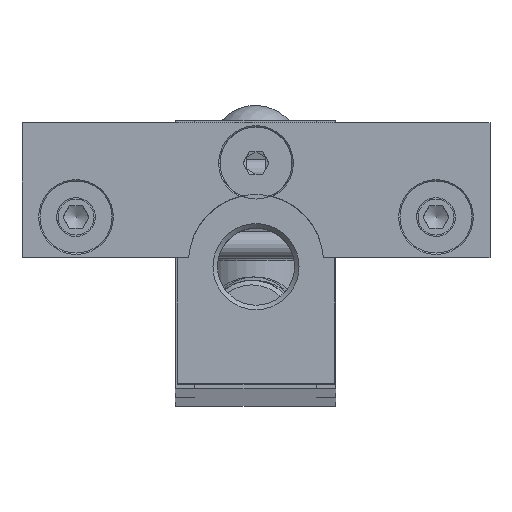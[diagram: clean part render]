
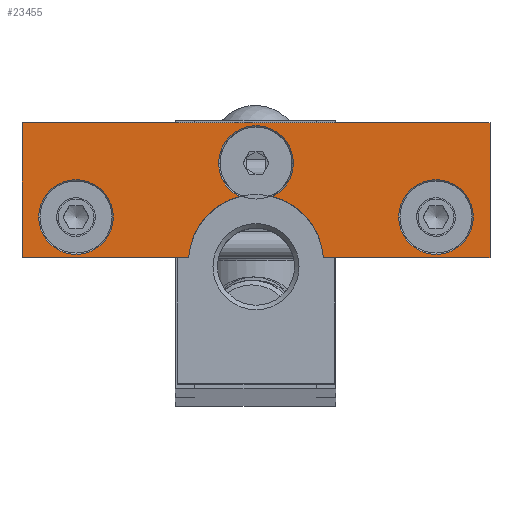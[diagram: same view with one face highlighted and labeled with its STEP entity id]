
A CAD part, top view. The second image highlights one B-rep face of the part: STEP entity #23455.
In plain terms, the highlighted planar face has unit normal (0, 0, 1).
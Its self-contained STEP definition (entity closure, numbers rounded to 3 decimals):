
#467=FACE_BOUND('',#5464,.T.);
#468=FACE_BOUND('',#5465,.T.);
#935=PLANE('',#25966);
#1581=LINE('',#39658,#2517);
#1582=LINE('',#39660,#2518);
#1583=LINE('',#39662,#2519);
#1584=LINE('',#39664,#2520);
#1585=LINE('',#39665,#2521);
#2517=VECTOR('',#31569,10.);
#2518=VECTOR('',#31570,10.);
#2519=VECTOR('',#31571,10.);
#2520=VECTOR('',#31572,10.);
#2521=VECTOR('',#31573,10.);
#4176=FACE_OUTER_BOUND('',#5463,.T.);
#5463=EDGE_LOOP('',(#17654,#17655,#17656,#17657,#17658,#17659,#17660,#17661));
#5464=EDGE_LOOP('',(#17662));
#5465=EDGE_LOOP('',(#17663));
#7523=CIRCLE('',#25933,7.5);
#7525=CIRCLE('',#25935,7.5);
#7539=CIRCLE('',#25965,4.15);
#7540=CIRCLE('',#25967,4.15);
#7541=CIRCLE('',#25968,4.15);
#9897=VERTEX_POINT('',#39523);
#9898=VERTEX_POINT('',#39528);
#9901=VERTEX_POINT('',#39534);
#9902=VERTEX_POINT('',#39536);
#9938=VERTEX_POINT('',#39652);
#9939=VERTEX_POINT('',#39657);
#9940=VERTEX_POINT('',#39659);
#9941=VERTEX_POINT('',#39661);
#9942=VERTEX_POINT('',#39663);
#9943=VERTEX_POINT('',#39666);
#12830=EDGE_CURVE('',#9898,#9897,#7523,.T.);
#12834=EDGE_CURVE('',#9902,#9901,#7525,.T.);
#12881=EDGE_CURVE('',#9938,#9938,#7539,.T.);
#12883=EDGE_CURVE('',#9902,#9897,#7540,.T.);
#12884=EDGE_CURVE('',#9901,#9939,#1581,.T.);
#12885=EDGE_CURVE('',#9939,#9940,#1582,.T.);
#12886=EDGE_CURVE('',#9940,#9941,#1583,.T.);
#12887=EDGE_CURVE('',#9941,#9942,#1584,.T.);
#12888=EDGE_CURVE('',#9942,#9898,#1585,.T.);
#12889=EDGE_CURVE('',#9943,#9943,#7541,.T.);
#17654=ORIENTED_EDGE('',*,*,#12883,.F.);
#17655=ORIENTED_EDGE('',*,*,#12834,.T.);
#17656=ORIENTED_EDGE('',*,*,#12884,.T.);
#17657=ORIENTED_EDGE('',*,*,#12885,.T.);
#17658=ORIENTED_EDGE('',*,*,#12886,.T.);
#17659=ORIENTED_EDGE('',*,*,#12887,.T.);
#17660=ORIENTED_EDGE('',*,*,#12888,.T.);
#17661=ORIENTED_EDGE('',*,*,#12830,.T.);
#17662=ORIENTED_EDGE('',*,*,#12889,.F.);
#17663=ORIENTED_EDGE('',*,*,#12881,.F.);
#23455=ADVANCED_FACE('',(#4176,#467,#468),#935,.T.);
#25933=AXIS2_PLACEMENT_3D('',#39529,#31471,#31472);
#25935=AXIS2_PLACEMENT_3D('',#39537,#31477,#31478);
#25965=AXIS2_PLACEMENT_3D('',#39653,#31562,#31563);
#25966=AXIS2_PLACEMENT_3D('',#39655,#31565,#31566);
#25967=AXIS2_PLACEMENT_3D('',#39656,#31567,#31568);
#25968=AXIS2_PLACEMENT_3D('',#39667,#31574,#31575);
#31471=DIRECTION('center_axis',(0.,0.,
-1.));
#31472=DIRECTION('ref_axis',(0.998,0.067,0.));
#31477=DIRECTION('center_axis',(0.,0.,
-1.));
#31478=DIRECTION('ref_axis',(0.998,0.067,0.));
#31562=DIRECTION('center_axis',(0.,0.,
1.));
#31563=DIRECTION('ref_axis',(-1.,0.,0.));
#31565=DIRECTION('center_axis',(0.,0.,
1.));
#31566=DIRECTION('ref_axis',(1.,0.,0.));
#31567=DIRECTION('center_axis',(0.,0.,
1.));
#31568=DIRECTION('ref_axis',(-1.,0.,0.));
#31569=DIRECTION('',(1.,0.,0.));
#31570=DIRECTION('',(0.,1.,0.));
#31571=DIRECTION('',(-1.,0.,0.));
#31572=DIRECTION('',(0.,-1.,0.));
#31573=DIRECTION('',(1.,0.,0.));
#31574=DIRECTION('center_axis',(0.,0.,
1.));
#31575=DIRECTION('ref_axis',(-1.,0.,0.));
#39523=CARTESIAN_POINT('',(-1.777,6.374,320.));
#39528=CARTESIAN_POINT('',(-7.433,-0.4,320.));
#39529=CARTESIAN_POINT('Origin',(0.05,-0.9,
320.));
#39534=CARTESIAN_POINT('',(7.533,-0.4,320.));
#39536=CARTESIAN_POINT('',(1.877,6.374,320.));
#39537=CARTESIAN_POINT('Origin',(0.05,-0.9,
320.));
#39652=CARTESIAN_POINT('',(24.2,4.1,320.));
#39653=CARTESIAN_POINT('Origin',(20.05,4.1,320.));
#39655=CARTESIAN_POINT('Origin',(0.05,7.549,320.));
#39656=CARTESIAN_POINT('Origin',(0.05,10.1,320.));
#39657=CARTESIAN_POINT('',(26.05,-0.4,320.));
#39658=CARTESIAN_POINT('',(26.05,-0.4,320.));
#39659=CARTESIAN_POINT('',(26.05,14.6,320.));
#39660=CARTESIAN_POINT('',(26.05,14.6,320.));
#39661=CARTESIAN_POINT('',(-25.95,14.6,320.));
#39662=CARTESIAN_POINT('',(-25.95,14.6,320.));
#39663=CARTESIAN_POINT('',(-25.95,-0.4,320.));
#39664=CARTESIAN_POINT('',(-25.95,-0.4,320.));
#39665=CARTESIAN_POINT('',(-7.433,-0.4,320.));
#39666=CARTESIAN_POINT('',(-15.8,4.1,320.));
#39667=CARTESIAN_POINT('Origin',(-19.95,4.1,320.));
